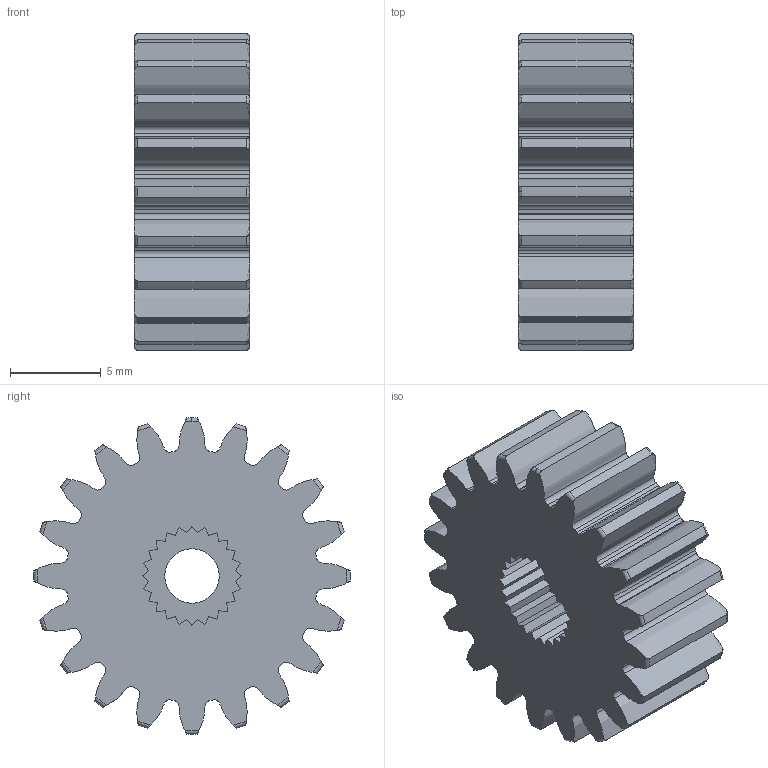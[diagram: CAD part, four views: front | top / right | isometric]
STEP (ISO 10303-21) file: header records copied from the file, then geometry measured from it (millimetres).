
FILE_DESCRIPTION (( 'STEP AP203' ), '1' );
FILE_NAME ('615282.STEP', '2014-07-22T20:43:56', ( 'Kyle' ), ( 'Microsoft' ), 'SwSTEP 2.0', 'SolidWorks 2014', '' );
FILE_SCHEMA (( 'CONFIG_CONTROL_DESIGN' ));
Length unit declared in the file: inch
Products named in the file (1): 615282
Bounding box: 6.35 x 17.46 x 17.46 mm (x, y, z)
Volume: 927.6 mm3; surface area: 1154 mm2
Topology: 1 solids, 1 shells, 228 faces, 672 edges, 448 vertices
Faces by surface type: cylinder 94, plane 52, torus 42, bspline 40
Entity records: 9433 total; most frequent: CARTESIAN_POINT 3469, ORIENTED_EDGE 1344, DIRECTION 1124, EDGE_CURVE 672, VERTEX_POINT 448, AXIS2_PLACEMENT_3D 423, VECTOR 278, LINE 278
